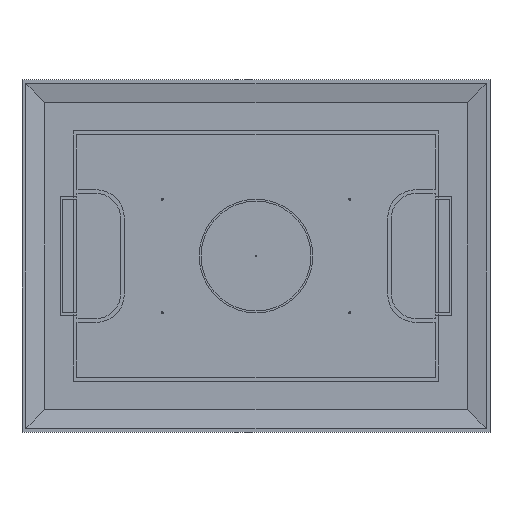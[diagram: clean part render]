
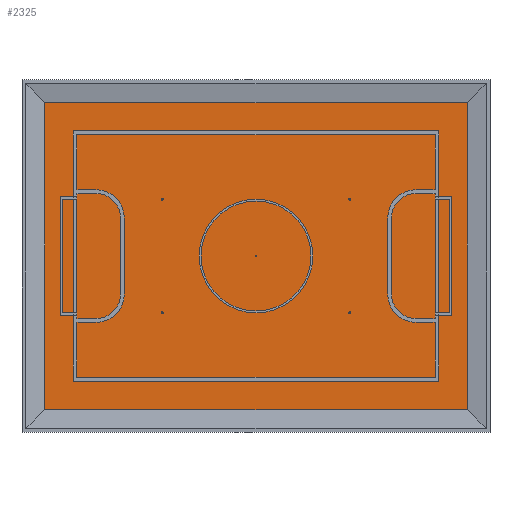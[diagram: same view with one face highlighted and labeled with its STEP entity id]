
A CAD part, top view. The second image highlights one B-rep face of the part: STEP entity #2325.
In plain terms, the highlighted planar face has unit normal (0, 0, 1).
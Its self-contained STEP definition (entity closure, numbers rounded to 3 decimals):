
#104=FACE_OUTER_BOUND('',#246,.T.);
#246=EDGE_LOOP('',(#1543,#1544,#1545,#1546));
#398=LINE('',#3325,#697);
#399=LINE('',#3327,#698);
#400=LINE('',#3329,#699);
#401=LINE('',#3330,#700);
#697=VECTOR('',#2677,10.);
#698=VECTOR('',#2678,10.);
#699=VECTOR('',#2679,10.);
#700=VECTOR('',#2680,10.);
#996=VERTEX_POINT('',#3323);
#997=VERTEX_POINT('',#3324);
#998=VERTEX_POINT('',#3326);
#999=VERTEX_POINT('',#3328);
#1214=EDGE_CURVE('',#996,#997,#398,.T.);
#1215=EDGE_CURVE('',#997,#998,#399,.T.);
#1216=EDGE_CURVE('',#998,#999,#400,.T.);
#1217=EDGE_CURVE('',#999,#996,#401,.T.);
#1543=ORIENTED_EDGE('',*,*,#1214,.T.);
#1544=ORIENTED_EDGE('',*,*,#1215,.T.);
#1545=ORIENTED_EDGE('',*,*,#1216,.T.);
#1546=ORIENTED_EDGE('',*,*,#1217,.T.);
#2198=PLANE('',#2496);
#2325=ADVANCED_FACE('',(#104),#2198,.T.);
#2496=AXIS2_PLACEMENT_3D('',#3322,#2675,#2676);
#2675=DIRECTION('center_axis',(0.,0.,1.));
#2676=DIRECTION('ref_axis',(1.,0.,0.));
#2677=DIRECTION('',(1.,0.,0.));
#2678=DIRECTION('',(0.,1.,0.));
#2679=DIRECTION('',(-1.,0.,0.));
#2680=DIRECTION('',(0.,-1.,0.));
#3322=CARTESIAN_POINT('Origin',(0.,0.,0.));
#3323=CARTESIAN_POINT('',(-1235.,-930.,0.));
#3324=CARTESIAN_POINT('',(1235.,-930.,0.));
#3325=CARTESIAN_POINT('',(617.5,-930.,0.));
#3326=CARTESIAN_POINT('',(1235.,930.,0.));
#3327=CARTESIAN_POINT('',(1235.,465.,0.));
#3328=CARTESIAN_POINT('',(-1235.,930.,0.));
#3329=CARTESIAN_POINT('',(-617.5,930.,0.));
#3330=CARTESIAN_POINT('',(-1235.,-465.,0.));
